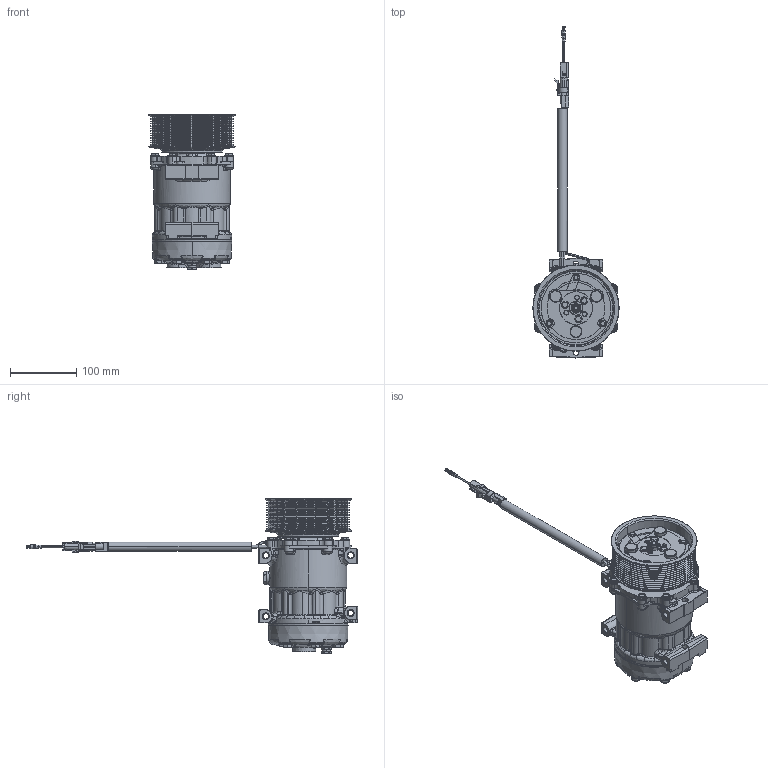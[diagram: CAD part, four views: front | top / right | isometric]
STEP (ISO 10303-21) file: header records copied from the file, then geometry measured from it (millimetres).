
FILE_DESCRIPTION (( 'STEP AP203' ), '1' );
FILE_NAME ('SANDEN_4051_REV_A_COMPR_AC.STEP', '2010-08-10T21:34:42', ( '' ), ( '' ), 'SwSTEP 2.0', 'SolidWorks 2007', '' );
FILE_SCHEMA (( 'CONFIG_CONTROL_DESIGN' ));
Length unit declared in the file: millimetre
Products named in the file (1): SANDEN_4051_REV_A_COMPR_AC
Bounding box: 130 x 500.83 x 233.71 mm (x, y, z)
Volume: 2352881 mm3; surface area: 286195.8 mm2
Topology: 1 solids, 6 shells, 2823 faces, 7151 edges, 4348 vertices
Faces by surface type: bspline 983, plane 694, cylinder 671, cone 384, torus 88, sphere 3
Entity records: 198163 total; most frequent: CARTESIAN_POINT 141472, ORIENTED_EDGE 14194, DIRECTION 8322, EDGE_CURVE 7097, VERTEX_POINT 4346, B_SPLINE_CURVE_WITH_KNOTS 3448, AXIS2_PLACEMENT_3D 3199, EDGE_LOOP 2981
